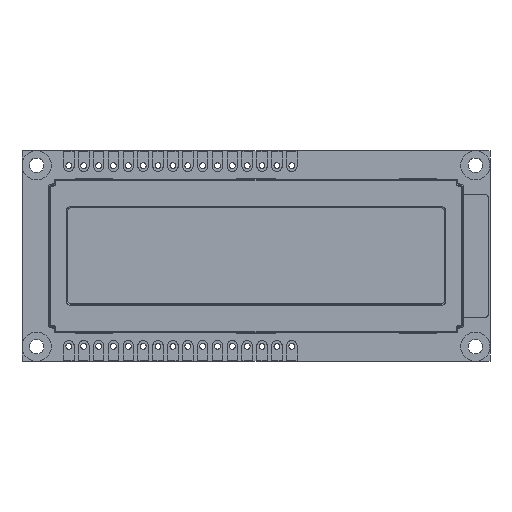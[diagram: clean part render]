
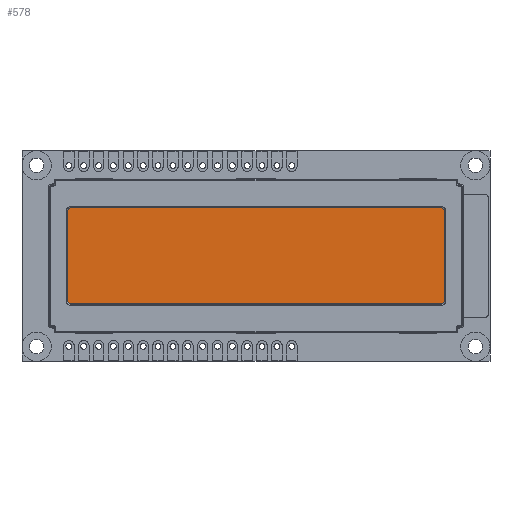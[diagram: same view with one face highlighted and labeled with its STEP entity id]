
A CAD part, top view. The second image highlights one B-rep face of the part: STEP entity #578.
In plain terms, the highlighted planar face has unit normal (0, 0, 1).
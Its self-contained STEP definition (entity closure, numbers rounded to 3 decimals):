
#578=ADVANCED_FACE('',(#1318),#1319,.T.);
#1318=FACE_OUTER_BOUND('',#2898,.T.);
#1319=PLANE('',#2899);
#2898=EDGE_LOOP('',(#4621,#4622,#4623,#4624,#4625,#4626,#4627,#4628));
#2899=AXIS2_PLACEMENT_3D('',#4629,#4630,#4631);
#4621=ORIENTED_EDGE('',*,*,#9848,.F.);
#4622=ORIENTED_EDGE('',*,*,#9863,.T.);
#4623=ORIENTED_EDGE('',*,*,#9852,.F.);
#4624=ORIENTED_EDGE('',*,*,#9865,.T.);
#4625=ORIENTED_EDGE('',*,*,#9860,.F.);
#4626=ORIENTED_EDGE('',*,*,#9868,.T.);
#4627=ORIENTED_EDGE('',*,*,#9856,.F.);
#4628=ORIENTED_EDGE('',*,*,#9869,.T.);
#4629=CARTESIAN_POINT('',(40.0,18.0,7.366));
#4630=DIRECTION('',(0.0,0.0,1.0));
#4631=DIRECTION('',(1.0,-0.0,0.0));
#9848=EDGE_CURVE('',#11575,#11577,#11578,.T.);
#9852=EDGE_CURVE('',#11583,#11585,#11586,.T.);
#9856=EDGE_CURVE('',#11591,#11593,#11594,.T.);
#9860=EDGE_CURVE('',#11599,#11601,#11602,.T.);
#9863=EDGE_CURVE('',#11575,#11585,#11605,.T.);
#9865=EDGE_CURVE('',#11583,#11601,#11607,.T.);
#9868=EDGE_CURVE('',#11599,#11593,#11610,.T.);
#9869=EDGE_CURVE('',#11591,#11577,#11611,.T.);
#11575=VERTEX_POINT('',#14395);
#11577=VERTEX_POINT('',#14398);
#11578=CIRCLE('',#14399,0.5);
#11583=VERTEX_POINT('',#14405);
#11585=VERTEX_POINT('',#14408);
#11586=CIRCLE('',#14409,0.5);
#11591=VERTEX_POINT('',#14415);
#11593=VERTEX_POINT('',#14418);
#11594=CIRCLE('',#14419,0.5);
#11599=VERTEX_POINT('',#14425);
#11601=VERTEX_POINT('',#14428);
#11602=CIRCLE('',#14429,0.5);
#11605=LINE('',#14434,#14435);
#11607=LINE('',#14438,#14439);
#11610=LINE('',#14444,#14445);
#11611=LINE('',#14446,#14447);
#14395=CARTESIAN_POINT('',(8.25,9.8,7.366));
#14398=CARTESIAN_POINT('',(7.75,10.3,7.366));
#14399=AXIS2_PLACEMENT_3D('',#18382,#18383,#18384);
#14405=CARTESIAN_POINT('',(72.25,10.3,7.366));
#14408=CARTESIAN_POINT('',(71.75,9.8,7.366));
#14409=AXIS2_PLACEMENT_3D('',#18390,#18391,#18392);
#14415=CARTESIAN_POINT('',(7.75,25.7,7.366));
#14418=CARTESIAN_POINT('',(8.25,26.2,7.366));
#14419=AXIS2_PLACEMENT_3D('',#18398,#18399,#18400);
#14425=CARTESIAN_POINT('',(71.75,26.2,7.366));
#14428=CARTESIAN_POINT('',(72.25,25.7,7.366));
#14429=AXIS2_PLACEMENT_3D('',#18406,#18407,#18408);
#14434=CARTESIAN_POINT('',(40.0,9.8,7.366));
#14435=VECTOR('',#18411,1.0);
#14438=CARTESIAN_POINT('',(72.25,18.0,7.366));
#14439=VECTOR('',#18413,1.0);
#14444=CARTESIAN_POINT('',(40.0,26.2,7.366));
#14445=VECTOR('',#18416,1.0);
#14446=CARTESIAN_POINT('',(7.75,18.0,7.366));
#14447=VECTOR('',#18417,1.0);
#18382=CARTESIAN_POINT('',(8.25,10.3,7.366));
#18383=DIRECTION('',(-0.0,0.0,-1.0));
#18384=DIRECTION('',(0.,-1.0,0.0));
#18390=CARTESIAN_POINT('',(71.75,10.3,7.366));
#18391=DIRECTION('',(0.0,0.0,-1.0));
#18392=DIRECTION('',(1.0,0.,0.0));
#18398=CARTESIAN_POINT('',(8.25,25.7,7.366));
#18399=DIRECTION('',(0.0,0.0,-1.0));
#18400=DIRECTION('',(-1.0,0.,0.0));
#18406=CARTESIAN_POINT('',(71.75,25.7,7.366));
#18407=DIRECTION('',(0.0,0.0,-1.0));
#18408=DIRECTION('',(0.,1.0,0.0));
#18411=DIRECTION('',(1.0,0.0,0.0));
#18413=DIRECTION('',(0.0,1.0,0.0));
#18416=DIRECTION('',(-1.0,0.0,0.0));
#18417=DIRECTION('',(0.0,-1.0,0.0));
